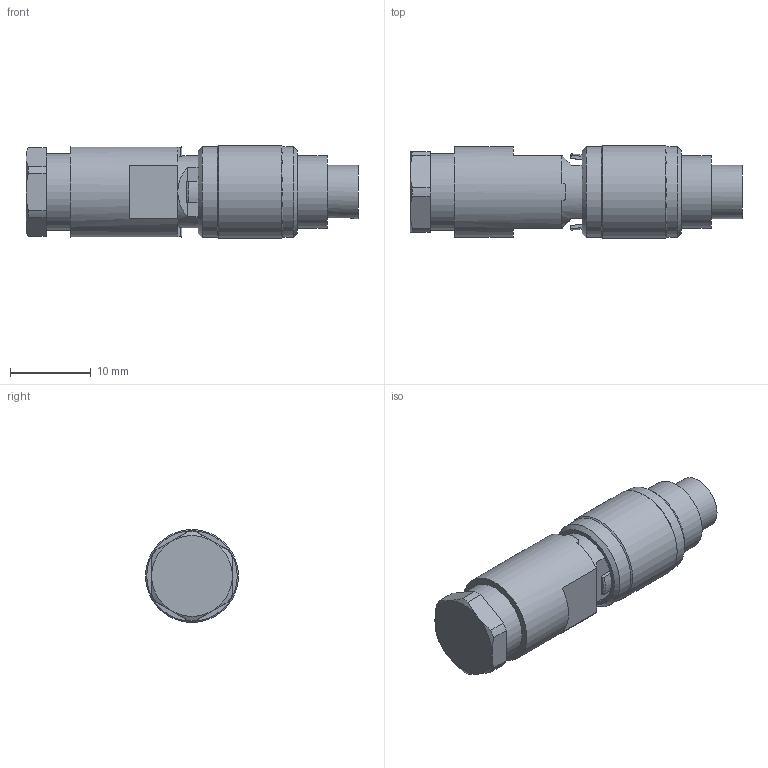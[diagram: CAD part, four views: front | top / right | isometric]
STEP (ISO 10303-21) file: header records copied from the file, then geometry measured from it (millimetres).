
FILE_DESCRIPTION(/* description */ (''),/* implementation_level */ '2;1');
FILE_NAME(/* name */ '99_0413_00_05_001_00.stp',/* time_stamp */ '2015-10-06T13:46:38+02:00',/* author */ (''),/* organization */ (''),/* preprocessor_version */ 'ST-DEVELOPER v14',/* originating_system */ 'SIEMENS PLM Software NX 8.0',/* authorisation */ '');
FILE_SCHEMA (('AUTOMOTIVE_DESIGN { 1 0 10303 214 3 1 1 1 }'));
Length unit declared in the file: millimetre
Products named in the file (1): cerl0F4CE8D6sf0u
Bounding box: 41.1 x 11.5 x 11.5 mm (x, y, z)
Volume: 3227.4 mm3; surface area: 2000 mm2
Topology: 1 solids, 2 shells, 142 faces, 366 edges, 231 vertices
Faces by surface type: plane 58, cylinder 43, cone 21, bspline 13, sphere 5, extrusion 2
Full cylindrical faces by diameter (mm): 1 x5, 6 x1, 6.6 x1, 9 x1, 9.5 x1, 11.2 x3, 11.5 x1
Entity records: 4615 total; most frequent: CARTESIAN_POINT 1449, ORIENTED_EDGE 640, DIRECTION 622, EDGE_CURVE 320, AXIS2_PLACEMENT_3D 240, VERTEX_POINT 217, EDGE_LOOP 177, ADVANCED_FACE 142
